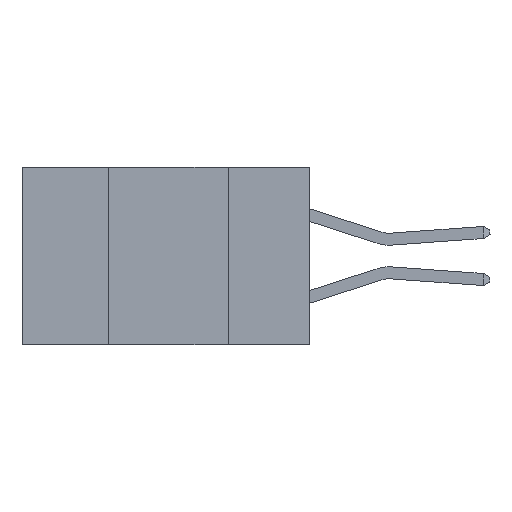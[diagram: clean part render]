
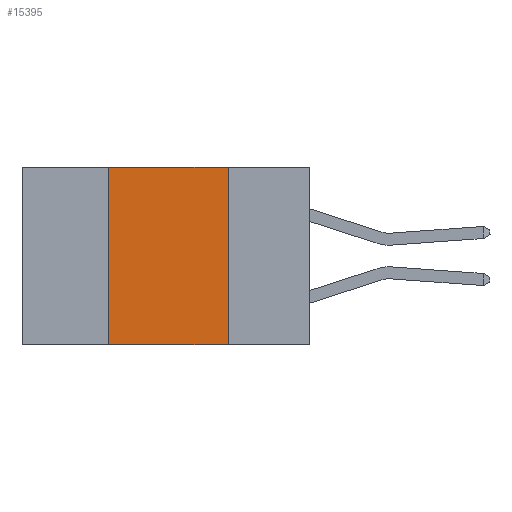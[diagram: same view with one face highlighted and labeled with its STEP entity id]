
A CAD part, left-side view. The second image highlights one B-rep face of the part: STEP entity #15395.
In plain terms, the highlighted planar face has unit normal (-1, 0, 0).
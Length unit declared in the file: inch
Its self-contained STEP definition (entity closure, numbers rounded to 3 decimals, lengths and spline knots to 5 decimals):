
#785 = ORIENTED_EDGE ( 'NONE', *, *, #13662, .T. ) ;
#1064 = VECTOR ( 'NONE', #21275, 39.37008 ) ;
#1497 = ORIENTED_EDGE ( 'NONE', *, *, #15265, .F. ) ;
#1879 = PLANE ( 'NONE',  #12839 ) ;
#4124 = VERTEX_POINT ( 'NONE', #19878 ) ;
#5558 = DIRECTION ( 'NONE',  ( 1., 0., 0. ) ) ;
#5982 = CARTESIAN_POINT ( 'NONE',  ( 0., 0.17, 0. ) ) ;
#6798 = LINE ( 'NONE', #17861, #1064 ) ;
#6911 = VECTOR ( 'NONE', #16335, 39.37008 ) ;
#6930 = CARTESIAN_POINT ( 'NONE',  ( 0., 0.42, -0.37 ) ) ;
#9163 = CARTESIAN_POINT ( 'NONE',  ( 0., 0.6, -0.37 ) ) ;
#9459 = ORIENTED_EDGE ( 'NONE', *, *, #12549, .F. ) ;
#11133 = DIRECTION ( 'NONE',  ( 0., -1., 0. ) ) ;
#12446 = CARTESIAN_POINT ( 'NONE',  ( 0., 0.17, -0.37 ) ) ;
#12549 = EDGE_CURVE ( 'NONE', #13272, #20037, #23776, .T. ) ;
#12839 = AXIS2_PLACEMENT_3D ( 'NONE', #24050, #5558, #16481 ) ;
#13272 = VERTEX_POINT ( 'NONE', #5982 ) ;
#13662 = EDGE_CURVE ( 'NONE', #21409, #20037, #20554, .T. ) ;
#14242 = CARTESIAN_POINT ( 'NONE',  ( 0., 0.17, -0.37 ) ) ;
#14326 = VECTOR ( 'NONE', #11133, 39.37008 ) ;
#15265 = EDGE_CURVE ( 'NONE', #4124, #13272, #6798, .T. ) ;
#15395 = ADVANCED_FACE ( 'NONE', ( #20161 ), #1879, .F. ) ;
#16256 = LINE ( 'NONE', #6930, #20125 ) ;
#16335 = DIRECTION ( 'NONE',  ( 0., 0., -1. ) ) ;
#16481 = DIRECTION ( 'NONE',  ( 0., 0., -1. ) ) ;
#17287 = ORIENTED_EDGE ( 'NONE', *, *, #20588, .F. ) ;
#17861 = CARTESIAN_POINT ( 'NONE',  ( 0., 0.6, 0. ) ) ;
#19878 = CARTESIAN_POINT ( 'NONE',  ( 0., 0.42, 0. ) ) ;
#20037 = VERTEX_POINT ( 'NONE', #12446 ) ;
#20125 = VECTOR ( 'NONE', #21880, 39.37008 ) ;
#20161 = FACE_OUTER_BOUND ( 'NONE', #22069, .T. ) ;
#20554 = LINE ( 'NONE', #9163, #14326 ) ;
#20588 = EDGE_CURVE ( 'NONE', #21409, #4124, #16256, .T. ) ;
#21275 = DIRECTION ( 'NONE',  ( 0., -1., 0. ) ) ;
#21409 = VERTEX_POINT ( 'NONE', #23872 ) ;
#21880 = DIRECTION ( 'NONE',  ( 0., 0., 1. ) ) ;
#22069 = EDGE_LOOP ( 'NONE', ( #9459, #1497, #17287, #785 ) ) ;
#23776 = LINE ( 'NONE', #14242, #6911 ) ;
#23872 = CARTESIAN_POINT ( 'NONE',  ( 0., 0.42, -0.37 ) ) ;
#24050 = CARTESIAN_POINT ( 'NONE',  ( 0., 0.6, 0. ) ) ;
